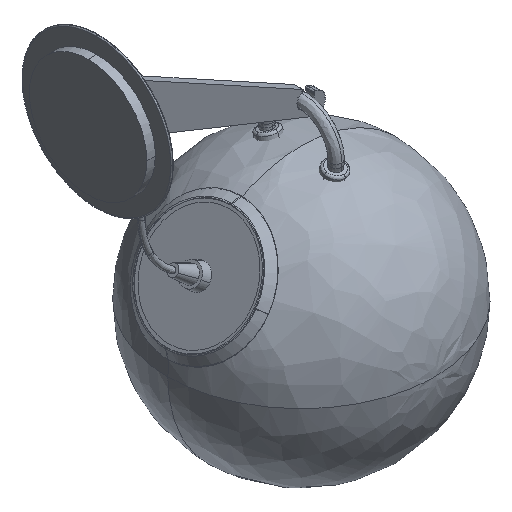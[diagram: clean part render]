
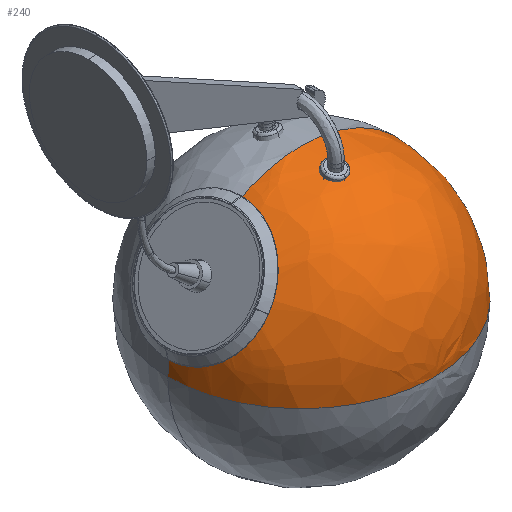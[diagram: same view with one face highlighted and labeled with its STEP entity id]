
A CAD part, isometric view. The second image highlights one B-rep face of the part: STEP entity #240.
In plain terms, the highlighted free-form (B-spline) face has degree [2, 2] with [5, 3] control points.
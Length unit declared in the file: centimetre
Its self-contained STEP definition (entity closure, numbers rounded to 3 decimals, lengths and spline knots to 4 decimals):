
#240=ADVANCED_FACE($,(#403),#2130,.T.);
#403=FACE_OUTER_BOUND($,#573,.T.);
#573=EDGE_LOOP($,(#1141,#1142,#1143,#1144,#1145,#1146,#1147));
#1141=ORIENTED_EDGE($,*,*,#1637,.F.);
#1142=ORIENTED_EDGE($,*,*,#1636,.F.);
#1143=ORIENTED_EDGE($,*,*,#1640,.F.);
#1144=ORIENTED_EDGE($,*,*,#1647,.T.);
#1145=ORIENTED_EDGE($,*,*,#1646,.T.);
#1146=ORIENTED_EDGE($,*,*,#1642,.F.);
#1147=ORIENTED_EDGE($,*,*,#1641,.F.);
#1636=EDGE_CURVE($,#1953,#1955,#2222,.T.);
#1637=EDGE_CURVE($,#1955,#1952,#2223,.T.);
#1640=EDGE_CURVE($,#1958,#1953,#2531,.T.);
#1641=EDGE_CURVE($,#1952,#1959,#2532,.T.);
#1642=EDGE_CURVE($,#1959,#1960,#2533,.T.);
#1646=EDGE_CURVE($,#1962,#1960,#2537,.T.);
#1647=EDGE_CURVE($,#1958,#1962,#2538,.T.);
#1952=VERTEX_POINT($,#6203);
#1953=VERTEX_POINT($,#6204);
#1955=VERTEX_POINT($,#6206);
#1958=VERTEX_POINT($,#6209);
#1959=VERTEX_POINT($,#6210);
#1960=VERTEX_POINT($,#6211);
#1962=VERTEX_POINT($,#6213);
#2130=(
BOUNDED_SURFACE()
B_SPLINE_SURFACE(2,2,((#6170,#6171,#6172),(#6173,#6174,#6175),(#6176,#6177,
#6178),(#6179,#6180,#6181),(#6182,#6183,#6184)),.UNSPECIFIED.,.F.,.F.,.F.)
B_SPLINE_SURFACE_WITH_KNOTS((3,2,3),(3,3),(0.,91.8641,183.7282),
(0.,188.9087),.UNSPECIFIED.)
GEOMETRIC_REPRESENTATION_ITEM()
RATIONAL_B_SPLINE_SURFACE(((1.,0.707,1.),(0.707,
0.5,0.707),(1.,0.707,1.),(0.707,0.5,
0.707),(1.,0.707,1.)))
REPRESENTATION_ITEM($)
SURFACE()
);
#2222=B_SPLINE_CURVE_WITH_KNOTS($,3,(#6043,#6044,#6045,#6046,#6047,#6048,
#6049,#6050,#6051,#6052),.UNSPECIFIED.,.F.,.F.,(4,2,2,2,4),(-0.3498,
-0.331,-0.3107,-0.2904,-0.2717),
.UNSPECIFIED.);
#2223=B_SPLINE_CURVE_WITH_KNOTS($,3,(#6053,#6054,#6055,#6056,#6057,#6058,
#6059,#6060,#6061,#6062,#6063,#6064,#6065,#6066,#6067,#6068,#6069,#6070),
.UNSPECIFIED.,.F.,.F.,(4,2,2,2,2,2,2,2,4),(-0.2717,-0.2619,
-0.2521,-0.2424,-0.2326,-0.2228,
-0.2131,-0.2033,-0.1935),.UNSPECIFIED.);
#2531=(
BOUNDED_CURVE()
B_SPLINE_CURVE(2,(#6092,#6093,#6094),.UNSPECIFIED.,.F.,.F.)
B_SPLINE_CURVE_WITH_KNOTS((3,3),(196.0001,221.2496),.UNSPECIFIED.)
CURVE()
GEOMETRIC_REPRESENTATION_ITEM()
RATIONAL_B_SPLINE_CURVE((1.,0.995,1.))
REPRESENTATION_ITEM($)
);
#2532=(
BOUNDED_CURVE()
B_SPLINE_CURVE(2,(#6095,#6096,#6097),.UNSPECIFIED.,.F.,.F.)
B_SPLINE_CURVE_WITH_KNOTS((3,3),(0.,68.5703),.UNSPECIFIED.)
CURVE()
GEOMETRIC_REPRESENTATION_ITEM()
RATIONAL_B_SPLINE_CURVE((1.,0.963,1.))
REPRESENTATION_ITEM($)
);
#2533=(
BOUNDED_CURVE()
B_SPLINE_CURVE(2,(#6098,#6099,#6100),.UNSPECIFIED.,.F.,.F.)
B_SPLINE_CURVE_WITH_KNOTS((3,3),(0.,196.3495),.UNSPECIFIED.)
CURVE()
GEOMETRIC_REPRESENTATION_ITEM()
RATIONAL_B_SPLINE_CURVE((1.,0.707,1.))
REPRESENTATION_ITEM($)
);
#2537=(
BOUNDED_CURVE()
B_SPLINE_CURVE(2,(#6110,#6111,#6112),.UNSPECIFIED.,.F.,.F.)
B_SPLINE_CURVE_WITH_KNOTS((3,3),(0.,188.9087),.UNSPECIFIED.)
CURVE()
GEOMETRIC_REPRESENTATION_ITEM()
RATIONAL_B_SPLINE_CURVE((1.,0.707,1.))
REPRESENTATION_ITEM($)
);
#2538=(
BOUNDED_CURVE()
B_SPLINE_CURVE(2,(#6113,#6114,#6115),.UNSPECIFIED.,.F.,.F.)
B_SPLINE_CURVE_WITH_KNOTS((3,3),(-188.9087,0.),.UNSPECIFIED.)
CURVE()
GEOMETRIC_REPRESENTATION_ITEM()
RATIONAL_B_SPLINE_CURVE((1.,0.707,1.))
REPRESENTATION_ITEM($)
);
#6043=CARTESIAN_POINT($,(77.2399,0.,-215.293));
#6044=CARTESIAN_POINT($,(77.2398,-6.3054,-215.2929));
#6045=CARTESIAN_POINT($,(77.9219,-12.542,-214.3183));
#6046=CARTESIAN_POINT($,(80.6949,-24.7568,-210.3567));
#6047=CARTESIAN_POINT($,(82.8675,-30.5246,-207.2529));
#6048=CARTESIAN_POINT($,(88.4079,-40.1861,-199.3379));
#6049=CARTESIAN_POINT($,(91.7156,-43.9747,-194.6127));
#6050=CARTESIAN_POINT($,(98.7203,-48.8104,-184.606));
#6051=CARTESIAN_POINT($,(102.2968,-50.,-179.4968));
#6052=CARTESIAN_POINT($,(105.9127,-50.,-174.3312));
#6053=CARTESIAN_POINT($,(105.9127,-50.,-174.3312));
#6054=CARTESIAN_POINT($,(107.6023,-50.,-171.9175));
#6055=CARTESIAN_POINT($,(109.3551,-49.7381,-169.4135));
#6056=CARTESIAN_POINT($,(112.9053,-48.5925,-164.3418));
#6057=CARTESIAN_POINT($,(114.7024,-47.7077,-161.7746));
#6058=CARTESIAN_POINT($,(118.2319,-45.2711,-156.7323));
#6059=CARTESIAN_POINT($,(119.9637,-43.7186,-154.2584));
#6060=CARTESIAN_POINT($,(123.2422,-39.981,-149.5749));
#6061=CARTESIAN_POINT($,(124.788,-37.7961,-147.3665));
#6062=CARTESIAN_POINT($,(127.5874,-32.9146,-143.3674));
#6063=CARTESIAN_POINT($,(128.8403,-30.219,-141.5775));
#6064=CARTESIAN_POINT($,(130.9836,-24.502,-138.5155));
#6065=CARTESIAN_POINT($,(131.8739,-21.4822,-137.2436));
#6066=CARTESIAN_POINT($,(133.2712,-15.3273,-135.2474));
#6067=CARTESIAN_POINT($,(133.7785,-12.1936,-134.5226));
#6068=CARTESIAN_POINT($,(134.4354,-6.0027,-133.584));
#6069=CARTESIAN_POINT($,(134.5855,-2.9463,-133.3694));
#6070=CARTESIAN_POINT($,(134.5855,0.,-133.3693));
#6092=CARTESIAN_POINT($,(74.7681,0.,-240.0287));
#6093=CARTESIAN_POINT($,(74.7681,0.,-227.5374));
#6094=CARTESIAN_POINT($,(77.2399,0.,-215.293));
#6095=CARTESIAN_POINT($,(134.5855,0.,-133.3693));
#6096=CARTESIAN_POINT($,(164.5965,0.,-115.0287));
#6097=CARTESIAN_POINT($,(199.7681,0.,-115.0287));
#6098=CARTESIAN_POINT($,(199.7681,0.,-115.0287));
#6099=CARTESIAN_POINT($,(324.7681,0.,-115.0287));
#6100=CARTESIAN_POINT($,(324.7681,0.,-240.0287));
#6110=CARTESIAN_POINT($,(199.7681,-125.,-240.0287));
#6111=CARTESIAN_POINT($,(324.7681,-125.,-240.0287));
#6112=CARTESIAN_POINT($,(324.7681,0.,-240.0287));
#6113=CARTESIAN_POINT($,(74.7681,0.,-240.0287));
#6114=CARTESIAN_POINT($,(74.7681,-125.,-240.0287));
#6115=CARTESIAN_POINT($,(199.7681,-125.,-240.0287));
#6170=CARTESIAN_POINT($,(199.7681,-125.,-240.0287));
#6171=CARTESIAN_POINT($,(74.7681,-125.,-240.0287));
#6172=CARTESIAN_POINT($,(74.7681,0.,-240.0287));
#6173=CARTESIAN_POINT($,(199.7681,-125.,-240.0287));
#6174=CARTESIAN_POINT($,(74.7681,-125.,-115.0287));
#6175=CARTESIAN_POINT($,(74.7681,0.,-115.0287));
#6176=CARTESIAN_POINT($,(199.7681,-125.,-240.0287));
#6177=CARTESIAN_POINT($,(199.7681,-125.,-115.0287));
#6178=CARTESIAN_POINT($,(199.7681,0.,-115.0287));
#6179=CARTESIAN_POINT($,(199.7681,-125.,-240.0287));
#6180=CARTESIAN_POINT($,(324.7681,-125.,-115.0287));
#6181=CARTESIAN_POINT($,(324.7681,0.,-115.0287));
#6182=CARTESIAN_POINT($,(199.7681,-125.,-240.0287));
#6183=CARTESIAN_POINT($,(324.7681,-125.,-240.0287));
#6184=CARTESIAN_POINT($,(324.7681,0.,-240.0287));
#6203=CARTESIAN_POINT($,(134.5855,0.,-133.3693));
#6204=CARTESIAN_POINT($,(77.2399,0.,-215.293));
#6206=CARTESIAN_POINT($,(105.9127,-50.,-174.3312));
#6209=CARTESIAN_POINT($,(74.7681,0.,-240.0287));
#6210=CARTESIAN_POINT($,(199.7681,0.,-115.0287));
#6211=CARTESIAN_POINT($,(324.7681,0.,-240.0287));
#6213=CARTESIAN_POINT($,(199.7681,-125.,-240.0287));
